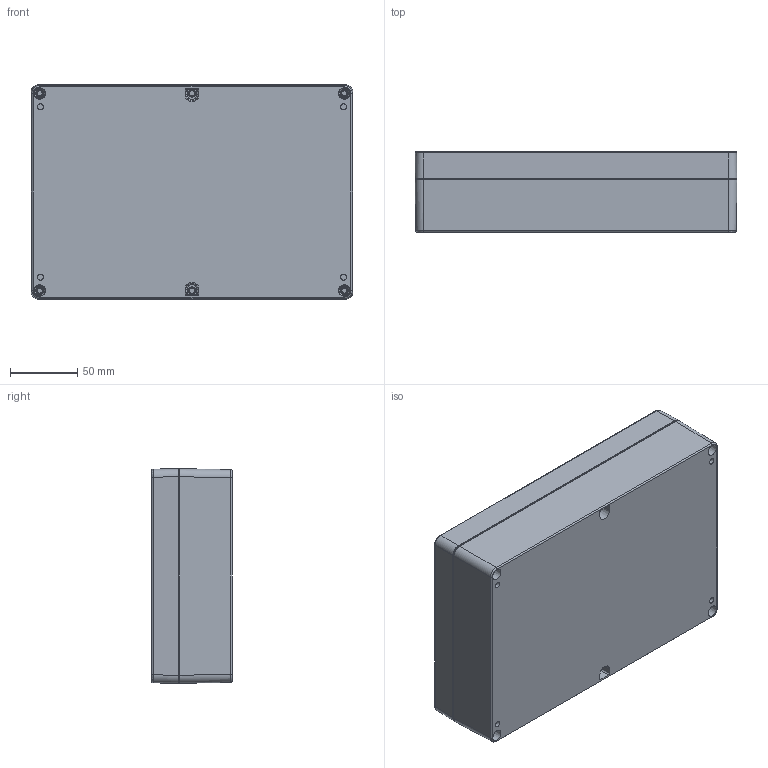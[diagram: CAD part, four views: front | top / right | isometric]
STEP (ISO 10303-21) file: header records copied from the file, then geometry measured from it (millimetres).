
FILE_DESCRIPTION (( 'STEP AP214' ), '1' );
FILE_NAME ('1554VAL2GY.STEP', '2021-09-09T12:50:20', ( '' ), ( '' ), 'SwSTEP 2.0', 'SolidWorks 2021', '' );
FILE_SCHEMA (( 'AUTOMOTIVE_DESIGN' ));
Length unit declared in the file: inch
Products named in the file (1): 1554VAL2GY
Bounding box: 240 x 60 x 160 mm (x, y, z)
Volume: 435970.8 mm3; surface area: 279222.1 mm2
Topology: 19 solids, 19 shells, 2046 faces, 5314 edges, 3428 vertices
Faces by surface type: plane 692, bspline 582, cylinder 434, cone 320, torus 18
Full cylindrical faces by diameter (mm): 2.464 x4, 3.251 x6, 3.48 x6, 3.81 x12, 3.85 x6, 3.912 x4, 4.6 x4, 5.334 x6, 5.537 x12, 6.35 x12, 6.9 x6
Entity records: 85158 total; most frequent: CARTESIAN_POINT 40167, ORIENTED_EDGE 10044, DIRECTION 7590, EDGE_CURVE 5022, VERTEX_POINT 3362, AXIS2_PLACEMENT_3D 2725, EDGE_LOOP 2448, FACE_OUTER_BOUND 2158
